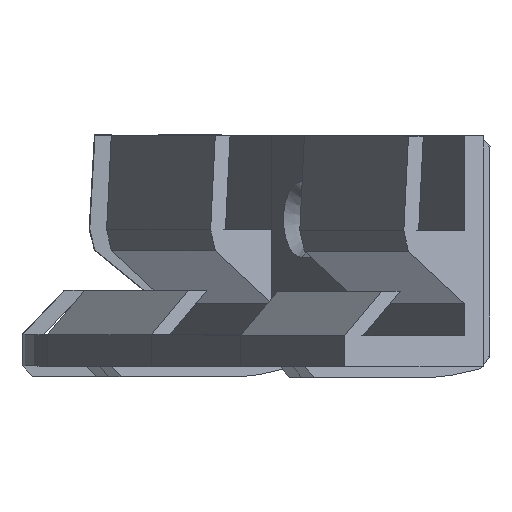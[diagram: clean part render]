
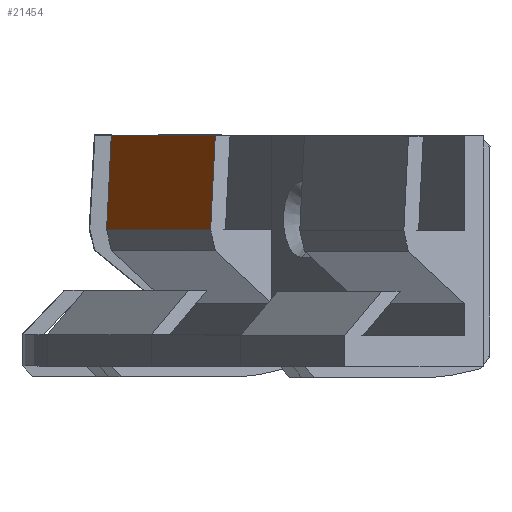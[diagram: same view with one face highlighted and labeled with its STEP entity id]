
A CAD part, left-side view. The second image highlights one B-rep face of the part: STEP entity #21454.
In plain terms, the highlighted face is planar.
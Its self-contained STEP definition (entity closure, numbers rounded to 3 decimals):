
#19559 = PLANE('',#19560);
#19560 = AXIS2_PLACEMENT_3D('',#19561,#19562,#19563);
#19561 = CARTESIAN_POINT('',(-10.5,5.766,9.503));
#19562 = DIRECTION('',(-1.,0.,0.));
#19563 = DIRECTION('',(0.,0.,1.));
#19993 = PLANE('',#19994);
#19994 = AXIS2_PLACEMENT_3D('',#19995,#19996,#19997);
#19995 = CARTESIAN_POINT('',(10.5,5.766,9.503));
#19996 = DIRECTION('',(-1.,0.,0.));
#19997 = DIRECTION('',(0.,0.,1.));
#20253 = VERTEX_POINT('',#20254);
#20254 = CARTESIAN_POINT('',(-10.5,8.1,22.));
#20268 = PLANE('',#20269);
#20269 = AXIS2_PLACEMENT_3D('',#20270,#20271,#20272);
#20270 = CARTESIAN_POINT('',(0.,6.5,22.));
#20271 = DIRECTION('',(0.,0.,-1.));
#20272 = DIRECTION('',(0.,1.,0.));
#20280 = EDGE_CURVE('',#20253,#20281,#20283,.T.);
#20281 = VERTEX_POINT('',#20282);
#20282 = CARTESIAN_POINT('',(-10.5,8.6,13.));
#20283 = SURFACE_CURVE('',#20284,(#20288,#20295),.PCURVE_S1.);
#20284 = LINE('',#20285,#20286);
#20285 = CARTESIAN_POINT('',(-10.5,8.1,22.));
#20286 = VECTOR('',#20287,1.);
#20287 = DIRECTION('',(0.,0.055,-0.998));
#20288 = PCURVE('',#19559,#20289);
#20289 = DEFINITIONAL_REPRESENTATION('',(#20290),#20294);
#20290 = LINE('',#20291,#20292);
#20291 = CARTESIAN_POINT('',(12.497,2.334));
#20292 = VECTOR('',#20293,1.);
#20293 = DIRECTION('',(-0.998,0.055));
#20294 = ( GEOMETRIC_REPRESENTATION_CONTEXT(2) 
PARAMETRIC_REPRESENTATION_CONTEXT() REPRESENTATION_CONTEXT('2D SPACE',''
  ) );
#20295 = PCURVE('',#20296,#20301);
#20296 = PLANE('',#20297);
#20297 = AXIS2_PLACEMENT_3D('',#20298,#20299,#20300);
#20298 = CARTESIAN_POINT('',(0.,8.1,22.));
#20299 = DIRECTION('',(-0.,-0.998,-0.055));
#20300 = DIRECTION('',(0.,0.055,-0.998));
#20301 = DEFINITIONAL_REPRESENTATION('',(#20302),#20306);
#20302 = LINE('',#20303,#20304);
#20303 = CARTESIAN_POINT('',(0.,-10.5));
#20304 = VECTOR('',#20305,1.);
#20305 = DIRECTION('',(1.,0.));
#20306 = ( GEOMETRIC_REPRESENTATION_CONTEXT(2) 
PARAMETRIC_REPRESENTATION_CONTEXT() REPRESENTATION_CONTEXT('2D SPACE',''
  ) );
#20324 = PLANE('',#20325);
#20325 = AXIS2_PLACEMENT_3D('',#20326,#20327,#20328);
#20326 = CARTESIAN_POINT('',(0.,8.6,13.));
#20327 = DIRECTION('',(0.,-0.97,0.243));
#20328 = DIRECTION('',(-0.,-0.243,-0.97));
#21099 = VERTEX_POINT('',#21100);
#21100 = CARTESIAN_POINT('',(10.5,8.1,22.));
#21121 = EDGE_CURVE('',#21099,#21122,#21124,.T.);
#21122 = VERTEX_POINT('',#21123);
#21123 = CARTESIAN_POINT('',(10.5,8.6,13.));
#21124 = SURFACE_CURVE('',#21125,(#21129,#21136),.PCURVE_S1.);
#21125 = LINE('',#21126,#21127);
#21126 = CARTESIAN_POINT('',(10.5,8.1,22.));
#21127 = VECTOR('',#21128,1.);
#21128 = DIRECTION('',(0.,0.055,-0.998));
#21129 = PCURVE('',#19993,#21130);
#21130 = DEFINITIONAL_REPRESENTATION('',(#21131),#21135);
#21131 = LINE('',#21132,#21133);
#21132 = CARTESIAN_POINT('',(12.497,2.334));
#21133 = VECTOR('',#21134,1.);
#21134 = DIRECTION('',(-0.998,0.055));
#21135 = ( GEOMETRIC_REPRESENTATION_CONTEXT(2) 
PARAMETRIC_REPRESENTATION_CONTEXT() REPRESENTATION_CONTEXT('2D SPACE',''
  ) );
#21136 = PCURVE('',#20296,#21137);
#21137 = DEFINITIONAL_REPRESENTATION('',(#21138),#21142);
#21138 = LINE('',#21139,#21140);
#21139 = CARTESIAN_POINT('',(0.,10.5));
#21140 = VECTOR('',#21141,1.);
#21141 = DIRECTION('',(1.,0.));
#21142 = ( GEOMETRIC_REPRESENTATION_CONTEXT(2) 
PARAMETRIC_REPRESENTATION_CONTEXT() REPRESENTATION_CONTEXT('2D SPACE',''
  ) );
#21432 = EDGE_CURVE('',#21099,#20253,#21433,.T.);
#21433 = SURFACE_CURVE('',#21434,(#21438,#21445),.PCURVE_S1.);
#21434 = LINE('',#21435,#21436);
#21435 = CARTESIAN_POINT('',(10.5,8.1,22.));
#21436 = VECTOR('',#21437,1.);
#21437 = DIRECTION('',(-1.,0.,0.));
#21438 = PCURVE('',#20268,#21439);
#21439 = DEFINITIONAL_REPRESENTATION('',(#21440),#21444);
#21440 = LINE('',#21441,#21442);
#21441 = CARTESIAN_POINT('',(1.6,10.5));
#21442 = VECTOR('',#21443,1.);
#21443 = DIRECTION('',(0.,-1.));
#21444 = ( GEOMETRIC_REPRESENTATION_CONTEXT(2) 
PARAMETRIC_REPRESENTATION_CONTEXT() REPRESENTATION_CONTEXT('2D SPACE',''
  ) );
#21445 = PCURVE('',#20296,#21446);
#21446 = DEFINITIONAL_REPRESENTATION('',(#21447),#21451);
#21447 = LINE('',#21448,#21449);
#21448 = CARTESIAN_POINT('',(0.,10.5));
#21449 = VECTOR('',#21450,1.);
#21450 = DIRECTION('',(0.,-1.));
#21451 = ( GEOMETRIC_REPRESENTATION_CONTEXT(2) 
PARAMETRIC_REPRESENTATION_CONTEXT() REPRESENTATION_CONTEXT('2D SPACE',''
  ) );
#21454 = ADVANCED_FACE('',(#21455),#20296,.F.);
#21455 = FACE_BOUND('',#21456,.F.);
#21456 = EDGE_LOOP('',(#21457,#21458,#21479,#21480));
#21457 = ORIENTED_EDGE('',*,*,#20280,.T.);
#21458 = ORIENTED_EDGE('',*,*,#21459,.F.);
#21459 = EDGE_CURVE('',#21122,#20281,#21460,.T.);
#21460 = SURFACE_CURVE('',#21461,(#21465,#21472),.PCURVE_S1.);
#21461 = LINE('',#21462,#21463);
#21462 = CARTESIAN_POINT('',(10.5,8.6,13.));
#21463 = VECTOR('',#21464,1.);
#21464 = DIRECTION('',(-1.,0.,0.));
#21465 = PCURVE('',#20296,#21466);
#21466 = DEFINITIONAL_REPRESENTATION('',(#21467),#21471);
#21467 = LINE('',#21468,#21469);
#21468 = CARTESIAN_POINT('',(9.014,10.5));
#21469 = VECTOR('',#21470,1.);
#21470 = DIRECTION('',(0.,-1.));
#21471 = ( GEOMETRIC_REPRESENTATION_CONTEXT(2) 
PARAMETRIC_REPRESENTATION_CONTEXT() REPRESENTATION_CONTEXT('2D SPACE',''
  ) );
#21472 = PCURVE('',#20324,#21473);
#21473 = DEFINITIONAL_REPRESENTATION('',(#21474),#21478);
#21474 = LINE('',#21475,#21476);
#21475 = CARTESIAN_POINT('',(-0.,10.5));
#21476 = VECTOR('',#21477,1.);
#21477 = DIRECTION('',(0.,-1.));
#21478 = ( GEOMETRIC_REPRESENTATION_CONTEXT(2) 
PARAMETRIC_REPRESENTATION_CONTEXT() REPRESENTATION_CONTEXT('2D SPACE',''
  ) );
#21479 = ORIENTED_EDGE('',*,*,#21121,.F.);
#21480 = ORIENTED_EDGE('',*,*,#21432,.T.);
